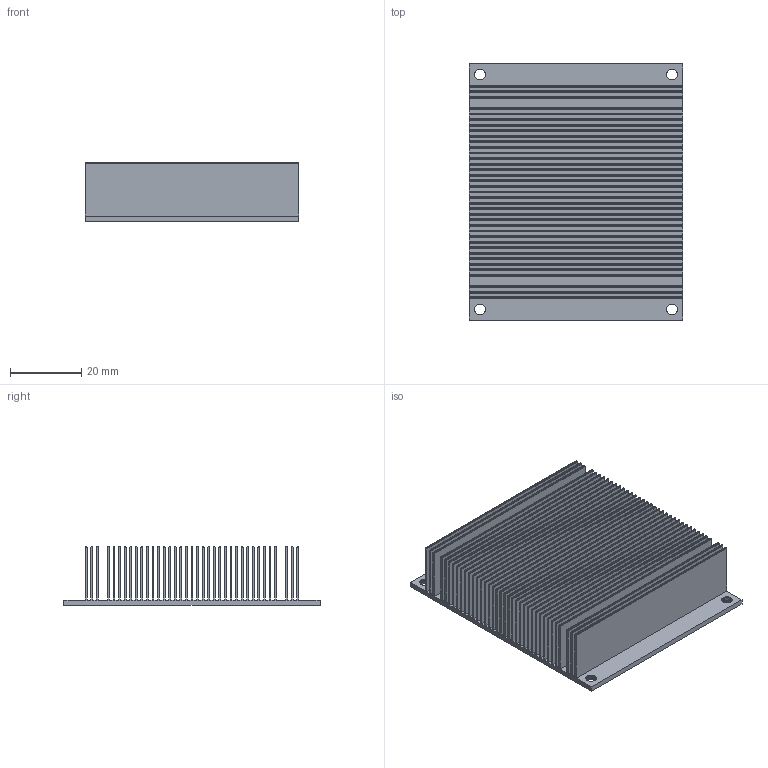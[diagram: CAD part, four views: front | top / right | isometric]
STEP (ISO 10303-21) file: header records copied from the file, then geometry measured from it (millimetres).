
FILE_DESCRIPTION(('FreeCAD Model'),'2;1');
FILE_NAME('Open CASCADE Shape Model','2024-11-18T20:31:59',('Author'),( ''),'Open CASCADE STEP processor 7.6','FreeCAD','Unknown');
FILE_SCHEMA(('CONFIG_CONTROL_DESIGN','SHAPE_APPEARANCE_LAYER_MIM'));
Length unit declared in the file: millimetre
Products named in the file (1): _0mm_heatsink001 (Solid)001
Bounding box: 60 x 72 x 16.5 mm (x, y, z)
Volume: 23027.1 mm3; surface area: 75710.5 mm2
Topology: 1 solids, 1 shells, 943 faces, 2823 edges, 1882 vertices
Faces by surface type: plane 943
Entity records: 31145 total; most frequent: CARTESIAN_POINT 5649, ORIENTED_EDGE 5646, DIRECTION 4711, EDGE_CURVE 2823, LINE 2823, VECTOR 2823, VERTEX_POINT 1882, FACE_BOUND 951
